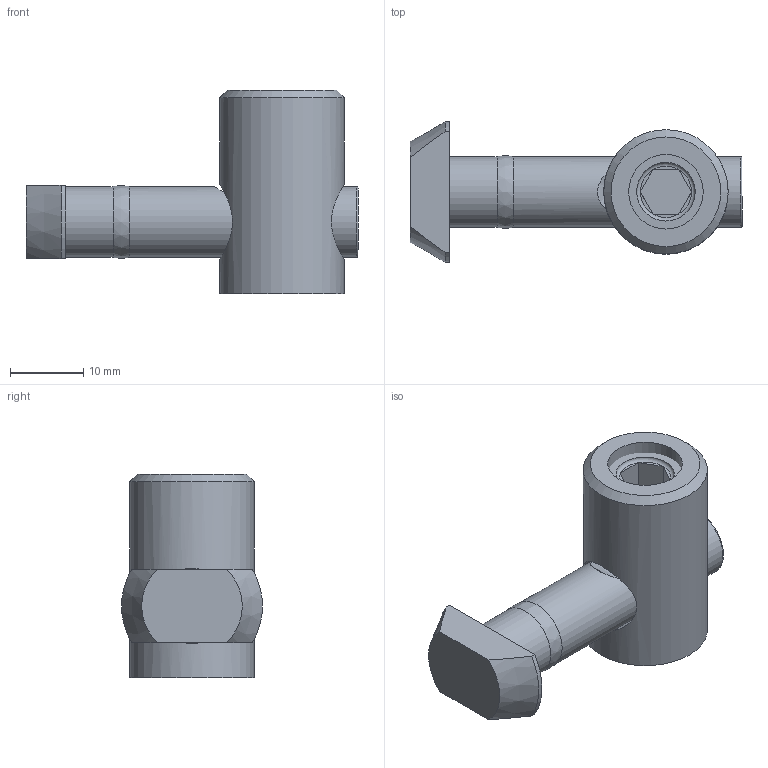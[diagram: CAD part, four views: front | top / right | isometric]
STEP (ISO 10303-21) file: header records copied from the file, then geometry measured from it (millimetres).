
FILE_DESCRIPTION(/* description */ (''),/* implementation_level */ '2;1');
FILE_NAME(/* name */ '',/* time_stamp */ '2023-01-25T23:36:25+03:00',/* author */ (''),/* organization */ (''),/* preprocessor_version */ 'ST-DEVELOPER v19.2',/* originating_system */ 'Autodesk Translation Framework v11.17.0.187',/* authorisation */ '');
FILE_SCHEMA (('AUTOMOTIVE_DESIGN { 1 0 10303 214 3 1 1 }'));
Length unit declared in the file: millimetre
Products named in the file (5): (Unsaved); БЫСТРЫЙ СОЕДИНИТЕЛЬ.
 ПАЗ 10. УГОЛ 90 ГРАДУСОВ.
STEP; SNSD.30.50.49 ______D75D76_00.STEP; D75SNSD.30.50.30 T______T16C17D76_00.STEP; D75SNSD.30.50.31 T____T16C17D76_00.STEP
Assembly tree (4 placements, depth 3):
  (Unsaved)
    БЫСТРЫЙ СОЕДИНИТЕЛЬ.
 ПАЗ 10. УГОЛ 90 ГРАДУСОВ.
STEP
      SNSD.30.50.49 ______D75D76_00.STEP
      D75SNSD.30.50.30 T______T16C17D76_00.STEP
      D75SNSD.30.50.31 T____T16C17D76_00.STEP
Bounding box: 45.4 x 19.24 x 27.8 mm (x, y, z)
Volume: 7884.4 mm3; surface area: 5115.3 mm2
Topology: 3 solids, 3 shells, 41 faces, 100 edges, 67 vertices
Faces by surface type: plane 23, cylinder 9, cone 6, torus 2, bspline 1
Full cylindrical faces by diameter (mm): 9.7 x2, 10.2 x2, 10.3 x1, 12 x1, 17 x1
Entity records: 1935 total; most frequent: CARTESIAN_POINT 863, ORIENTED_EDGE 200, DIRECTION 196, EDGE_CURVE 100, AXIS2_PLACEMENT_3D 79, VERTEX_POINT 67, EDGE_LOOP 49, FACE_OUTER_BOUND 41
